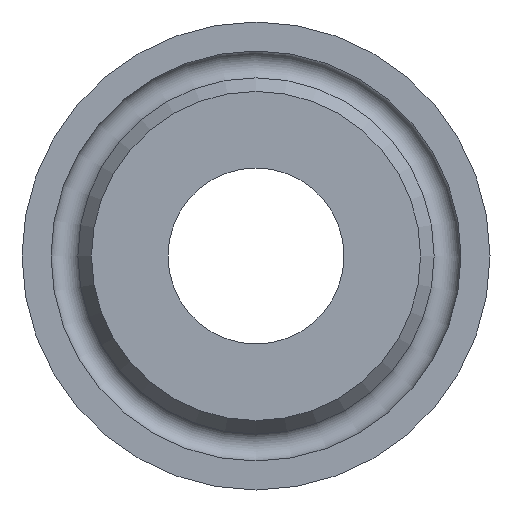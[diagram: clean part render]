
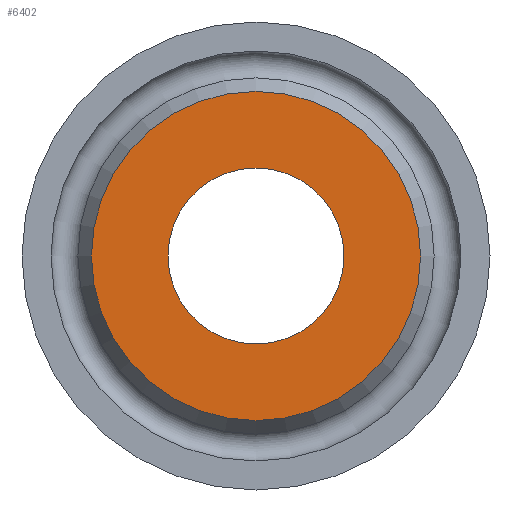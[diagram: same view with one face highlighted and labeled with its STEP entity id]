
A CAD part, left-side view. The second image highlights one B-rep face of the part: STEP entity #6402.
In plain terms, the highlighted planar face has unit normal (-1, 0, 0).
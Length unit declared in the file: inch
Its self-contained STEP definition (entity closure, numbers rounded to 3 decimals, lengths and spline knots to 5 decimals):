
#109=FACE_BOUND('',#1184,.T.);
#276=PLANE('',#6825);
#777=FACE_OUTER_BOUND('',#1183,.T.);
#1183=EDGE_LOOP('',(#5977));
#1184=EDGE_LOOP('',(#5978));
#1344=CIRCLE('',#6808,0.185);
#1348=CIRCLE('',#6817,0.34605);
#3151=VERTEX_POINT('',#13709);
#3155=VERTEX_POINT('',#13722);
#4091=EDGE_CURVE('',#3151,#3151,#1344,.T.);
#4095=EDGE_CURVE('',#3155,#3155,#1348,.T.);
#5977=ORIENTED_EDGE('',*,*,#4095,.F.);
#5978=ORIENTED_EDGE('',*,*,#4091,.T.);
#6402=ADVANCED_FACE('',(#777,#109),#276,.T.);
#6808=AXIS2_PLACEMENT_3D('',#13710,#8075,#8076);
#6817=AXIS2_PLACEMENT_3D('',#13723,#8093,#8094);
#6825=AXIS2_PLACEMENT_3D('',#13734,#8109,#8110);
#8075=DIRECTION('center_axis',(1.,0.,0.));
#8076=DIRECTION('ref_axis',(0.,1.,0.));
#8093=DIRECTION('center_axis',(1.,0.,0.));
#8094=DIRECTION('ref_axis',(0.,1.,0.));
#8109=DIRECTION('center_axis',(-1.,0.,0.));
#8110=DIRECTION('ref_axis',(0.,0.,1.));
#13709=CARTESIAN_POINT('',(0.031,0.185,0.));
#13710=CARTESIAN_POINT('Origin',(0.031,0.,
0.));
#13722=CARTESIAN_POINT('',(0.031,0.34605,0.));
#13723=CARTESIAN_POINT('Origin',(0.031,0.,
0.));
#13734=CARTESIAN_POINT('Origin',(0.031,0.26553,0.));
